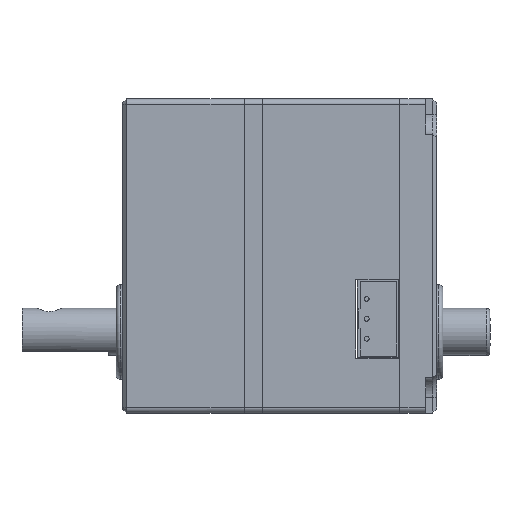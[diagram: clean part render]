
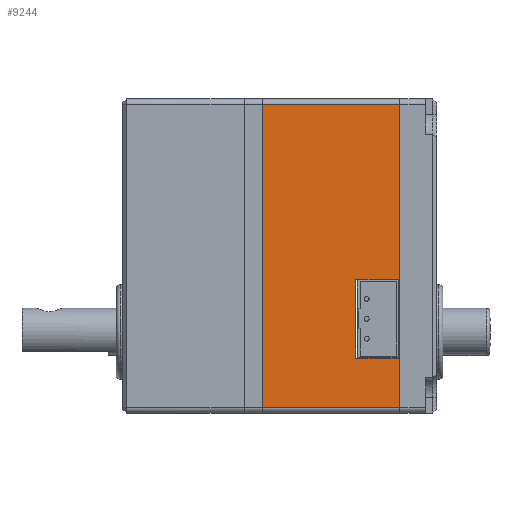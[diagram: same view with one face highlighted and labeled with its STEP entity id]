
A CAD part, left-side view. The second image highlights one B-rep face of the part: STEP entity #9244.
In plain terms, the highlighted face is planar.
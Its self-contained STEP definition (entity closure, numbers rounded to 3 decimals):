
#233 = LINE ( 'NONE', #8200, #4766 ) ;
#275 = DIRECTION ( 'NONE',  ( 0., -0.005, 1. ) ) ;
#354 = LINE ( 'NONE', #567, #1288 ) ;
#406 = VECTOR ( 'NONE', #5625, 1000. ) ;
#419 = EDGE_CURVE ( 'NONE', #3739, #6010, #1281, .T. ) ;
#446 = CARTESIAN_POINT ( 'NONE',  ( 2.2, 37.656, -8.716 ) ) ;
#455 = AXIS2_PLACEMENT_3D ( 'NONE', #517, #9284, #4203 ) ;
#517 = CARTESIAN_POINT ( 'NONE',  ( 3.8, 37.656, -8.716 ) ) ;
#567 = CARTESIAN_POINT ( 'NONE',  ( 2.2, 37.656, -8.716 ) ) ;
#672 = CARTESIAN_POINT ( 'NONE',  ( -9.7, 37.621, -2.413 ) ) ;
#815 = EDGE_CURVE ( 'NONE', #7720, #4061, #233, .T. ) ;
#960 = ORIENTED_EDGE ( 'NONE', *, *, #5246, .T. ) ;
#1281 = LINE ( 'NONE', #1997, #4469 ) ;
#1288 = VECTOR ( 'NONE', #6719, 1000. ) ;
#1387 = VECTOR ( 'NONE', #2196, 1000. ) ;
#1423 = CARTESIAN_POINT ( 'NONE',  ( -15.3, 37.567, 7.587 ) ) ;
#1490 = EDGE_CURVE ( 'NONE', #6117, #5385, #7001, .T. ) ;
#1666 = LINE ( 'NONE', #4558, #1387 ) ;
#1781 = CARTESIAN_POINT ( 'NONE',  ( -9.7, 37.567, 7.587 ) ) ;
#1997 = CARTESIAN_POINT ( 'NONE',  ( -9.7, 37.567, 7.587 ) ) ;
#2196 = DIRECTION ( 'NONE',  ( 0., 0.005, -1. ) ) ;
#2576 = DIRECTION ( 'NONE',  ( 1., 0., 0. ) ) ;
#2666 = CARTESIAN_POINT ( 'NONE',  ( -15.3, 37.446, 29.883 ) ) ;
#2846 = CARTESIAN_POINT ( 'NONE',  ( -15.3, 37.656, -8.716 ) ) ;
#3423 = CARTESIAN_POINT ( 'NONE',  ( -15.3, 37.567, 7.587 ) ) ;
#3704 = DIRECTION ( 'NONE',  ( -1., 0., 0. ) ) ;
#3739 = VERTEX_POINT ( 'NONE', #5777 ) ;
#3826 = ORIENTED_EDGE ( 'NONE', *, *, #419, .F. ) ;
#3982 = EDGE_CURVE ( 'NONE', #8797, #7720, #354, .T. ) ;
#4061 = VERTEX_POINT ( 'NONE', #5056 ) ;
#4203 = DIRECTION ( 'NONE',  ( 0., 0.005, -1. ) ) ;
#4356 = EDGE_CURVE ( 'NONE', #3739, #6117, #6887, .T. ) ;
#4469 = VECTOR ( 'NONE', #4879, 1000. ) ;
#4558 = CARTESIAN_POINT ( 'NONE',  ( 2.2, 37.446, 29.883 ) ) ;
#4684 = VECTOR ( 'NONE', #2576, 1000. ) ;
#4757 = DIRECTION ( 'NONE',  ( -1., 0., 0. ) ) ;
#4766 = VECTOR ( 'NONE', #275, 1000. ) ;
#4834 = VECTOR ( 'NONE', #3704, 1000. ) ;
#4879 = DIRECTION ( 'NONE',  ( 0., 0.005, -1. ) ) ;
#5056 = CARTESIAN_POINT ( 'NONE',  ( -15.3, 37.621, -2.413 ) ) ;
#5224 = VECTOR ( 'NONE', #4757, 1000. ) ;
#5246 = EDGE_CURVE ( 'NONE', #8576, #8797, #1666, .T. ) ;
#5385 = VERTEX_POINT ( 'NONE', #6241 ) ;
#5564 = EDGE_CURVE ( 'NONE', #6010, #4061, #7282, .T. ) ;
#5625 = DIRECTION ( 'NONE',  ( 0., -0.005, 1. ) ) ;
#5777 = CARTESIAN_POINT ( 'NONE',  ( -9.7, 37.567, 7.587 ) ) ;
#6010 = VERTEX_POINT ( 'NONE', #672 ) ;
#6117 = VERTEX_POINT ( 'NONE', #1423 ) ;
#6144 = ORIENTED_EDGE ( 'NONE', *, *, #5564, .F. ) ;
#6241 = CARTESIAN_POINT ( 'NONE',  ( -15.3, 37.446, 29.883 ) ) ;
#6261 = ORIENTED_EDGE ( 'NONE', *, *, #3982, .T. ) ;
#6412 = PLANE ( 'NONE',  #455 ) ;
#6719 = DIRECTION ( 'NONE',  ( -1., 0., 0. ) ) ;
#6887 = LINE ( 'NONE', #1781, #5224 ) ;
#6978 = FACE_OUTER_BOUND ( 'NONE', #7346, .T. ) ;
#7001 = LINE ( 'NONE', #3423, #406 ) ;
#7247 = CARTESIAN_POINT ( 'NONE',  ( 2.2, 37.446, 29.883 ) ) ;
#7282 = LINE ( 'NONE', #8825, #4834 ) ;
#7346 = EDGE_LOOP ( 'NONE', ( #8815, #7364, #8260, #960, #6261, #7956, #6144, #3826 ) ) ;
#7364 = ORIENTED_EDGE ( 'NONE', *, *, #1490, .T. ) ;
#7720 = VERTEX_POINT ( 'NONE', #2846 ) ;
#7956 = ORIENTED_EDGE ( 'NONE', *, *, #815, .T. ) ;
#8200 = CARTESIAN_POINT ( 'NONE',  ( -15.3, 37.656, -8.716 ) ) ;
#8260 = ORIENTED_EDGE ( 'NONE', *, *, #8821, .T. ) ;
#8276 = LINE ( 'NONE', #2666, #4684 ) ;
#8576 = VERTEX_POINT ( 'NONE', #7247 ) ;
#8797 = VERTEX_POINT ( 'NONE', #446 ) ;
#8815 = ORIENTED_EDGE ( 'NONE', *, *, #4356, .T. ) ;
#8821 = EDGE_CURVE ( 'NONE', #5385, #8576, #8276, .T. ) ;
#8825 = CARTESIAN_POINT ( 'NONE',  ( -9.7, 37.621, -2.413 ) ) ;
#9244 = ADVANCED_FACE ( 'NONE', ( #6978 ), #6412, .F. ) ;
#9284 = DIRECTION ( 'NONE',  ( 0., -1., -0.005 ) ) ;
